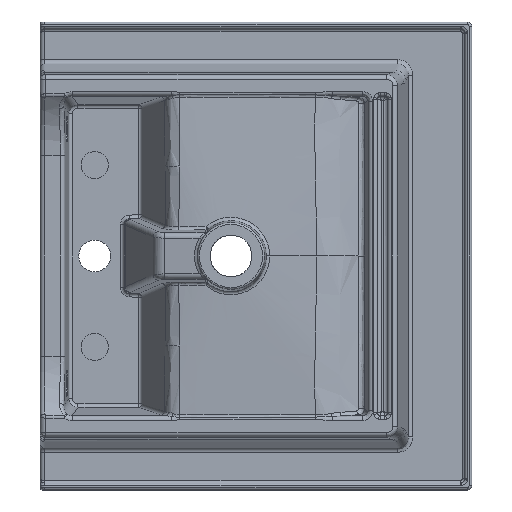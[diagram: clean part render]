
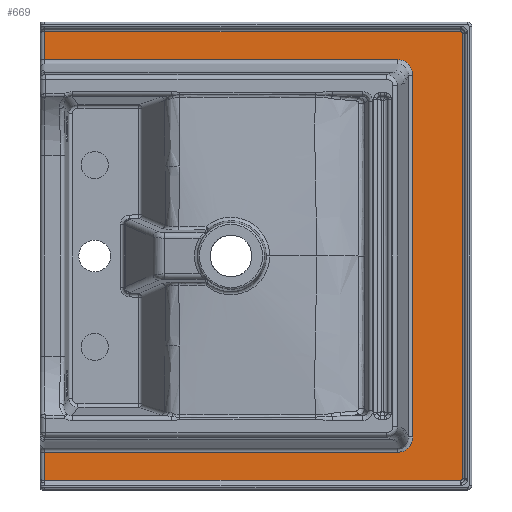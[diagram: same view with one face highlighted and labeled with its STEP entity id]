
A CAD part, front view. The second image highlights one B-rep face of the part: STEP entity #669.
In plain terms, the highlighted planar face has unit normal (0, -1, 0).
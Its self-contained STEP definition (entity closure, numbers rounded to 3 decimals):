
#584=ELLIPSE('',#4839,17.937,17.);
#585=ELLIPSE('',#4840,2.039,2.);
#586=ELLIPSE('',#4841,2.039,2.);
#587=ELLIPSE('',#4842,17.937,17.);
#669=ADVANCED_FACE('',(#1035),#983,.F.);
#983=PLANE('',#4843);
#1035=FACE_OUTER_BOUND('',#1331,.T.);
#1331=EDGE_LOOP('',(#1852,#1853,#1854,#1855,#1856,#1857,#1858,#1859,#1860,
#1861,#1862,#1863));
#1852=ORIENTED_EDGE('',*,*,#3701,.T.);
#1853=ORIENTED_EDGE('',*,*,#3702,.T.);
#1854=ORIENTED_EDGE('',*,*,#3703,.T.);
#1855=ORIENTED_EDGE('',*,*,#3704,.T.);
#1856=ORIENTED_EDGE('',*,*,#3705,.T.);
#1857=ORIENTED_EDGE('',*,*,#3706,.T.);
#1858=ORIENTED_EDGE('',*,*,#3707,.T.);
#1859=ORIENTED_EDGE('',*,*,#3708,.T.);
#1860=ORIENTED_EDGE('',*,*,#3709,.T.);
#1861=ORIENTED_EDGE('',*,*,#3710,.T.);
#1862=ORIENTED_EDGE('',*,*,#3711,.T.);
#1863=ORIENTED_EDGE('',*,*,#3712,.T.);
#3282=VERTEX_POINT('',#6545);
#3283=VERTEX_POINT('',#6546);
#3284=VERTEX_POINT('',#6548);
#3285=VERTEX_POINT('',#6550);
#3286=VERTEX_POINT('',#6552);
#3287=VERTEX_POINT('',#6554);
#3288=VERTEX_POINT('',#6556);
#3289=VERTEX_POINT('',#6558);
#3290=VERTEX_POINT('',#6560);
#3291=VERTEX_POINT('',#6562);
#3292=VERTEX_POINT('',#6564);
#3293=VERTEX_POINT('',#6566);
#3701=EDGE_CURVE('',#3282,#3283,#4415,.T.);
#3702=EDGE_CURVE('',#3283,#3284,#584,.T.);
#3703=EDGE_CURVE('',#3284,#3285,#4416,.T.);
#3704=EDGE_CURVE('',#3285,#3286,#4417,.T.);
#3705=EDGE_CURVE('',#3286,#3287,#4418,.T.);
#3706=EDGE_CURVE('',#3287,#3288,#585,.T.);
#3707=EDGE_CURVE('',#3288,#3289,#4419,.T.);
#3708=EDGE_CURVE('',#3289,#3290,#586,.T.);
#3709=EDGE_CURVE('',#3290,#3291,#4420,.T.);
#3710=EDGE_CURVE('',#3291,#3292,#4421,.T.);
#3711=EDGE_CURVE('',#3292,#3293,#4422,.T.);
#3712=EDGE_CURVE('',#3293,#3282,#587,.T.);
#4415=LINE('',#6544,#4627);
#4416=LINE('',#6549,#4628);
#4417=LINE('',#6551,#4629);
#4418=LINE('',#6553,#4630);
#4419=LINE('',#6557,#4631);
#4420=LINE('',#6561,#4632);
#4421=LINE('',#6563,#4633);
#4422=LINE('',#6565,#4634);
#4627=VECTOR('',#5337,1.);
#4628=VECTOR('',#5340,1.);
#4629=VECTOR('',#5341,1.);
#4630=VECTOR('',#5342,1.);
#4631=VECTOR('',#5345,1.);
#4632=VECTOR('',#5348,1.);
#4633=VECTOR('',#5349,1.);
#4634=VECTOR('',#5350,1.);
#4839=AXIS2_PLACEMENT_3D('',#6547,#5338,#5339);
#4840=AXIS2_PLACEMENT_3D('',#6555,#5343,#5344);
#4841=AXIS2_PLACEMENT_3D('',#6559,#5346,#5347);
#4842=AXIS2_PLACEMENT_3D('',#6567,#5351,#5352);
#4843=AXIS2_PLACEMENT_3D('',#6568,#5353,#5354);
#5337=DIRECTION('',(0.,0.,-1.));
#5338=DIRECTION('',(0.,1.,0.));
#5339=DIRECTION('',(0.418,0.,-0.909));
#5340=DIRECTION('',(-1.,0.,0.));
#5341=DIRECTION('',(0.,0.,-1.));
#5342=DIRECTION('',(1.,0.,0.));
#5343=DIRECTION('',(0.,-1.,0.));
#5344=DIRECTION('',(0.707,0.,-0.707));
#5345=DIRECTION('',(0.,0.,1.));
#5346=DIRECTION('',(0.,-1.,0.));
#5347=DIRECTION('',(0.707,0.,0.707));
#5348=DIRECTION('',(-1.,0.,0.));
#5349=DIRECTION('',(0.,0.,-1.));
#5350=DIRECTION('',(1.,0.,0.));
#5351=DIRECTION('',(0.,1.,0.));
#5352=DIRECTION('',(0.418,0.,0.909));
#5353=DIRECTION('',(0.,1.,0.));
#5354=DIRECTION('',(0.,0.,1.));
#6544=CARTESIAN_POINT('',(172.484,-17.,0.));
#6545=CARTESIAN_POINT('',(172.484,-17.,198.997));
#6546=CARTESIAN_POINT('',(172.484,-17.,-198.997));
#6547=CARTESIAN_POINT('',(155.317,-17.,-198.274));
#6548=CARTESIAN_POINT('',(156.016,-17.,-216.051));
#6549=CARTESIAN_POINT('',(156.513,-17.,-216.051));
#6550=CARTESIAN_POINT('',(-232.5,-17.,-216.051));
#6551=CARTESIAN_POINT('',(-232.5,-17.,-216.051));
#6552=CARTESIAN_POINT('',(-232.5,-17.,-246.892));
#6553=CARTESIAN_POINT('',(-237.5,-17.,-246.892));
#6554=CARTESIAN_POINT('',(224.912,-17.,-246.892));
#6555=CARTESIAN_POINT('',(224.872,-17.,-244.872));
#6556=CARTESIAN_POINT('',(226.892,-17.,-244.912));
#6557=CARTESIAN_POINT('',(226.892,-17.,244.549));
#6558=CARTESIAN_POINT('',(226.892,-17.,244.912));
#6559=CARTESIAN_POINT('',(224.872,-17.,244.872));
#6560=CARTESIAN_POINT('',(224.912,-17.,246.892));
#6561=CARTESIAN_POINT('',(-237.5,-17.,246.892));
#6562=CARTESIAN_POINT('',(-232.5,-17.,246.892));
#6563=CARTESIAN_POINT('',(-232.5,-17.,216.051));
#6564=CARTESIAN_POINT('',(-232.5,-17.,216.051));
#6565=CARTESIAN_POINT('',(156.513,-17.,216.051));
#6566=CARTESIAN_POINT('',(156.016,-17.,216.051));
#6567=CARTESIAN_POINT('',(155.317,-17.,198.274));
#6568=CARTESIAN_POINT('',(-237.5,-17.,307.5));
